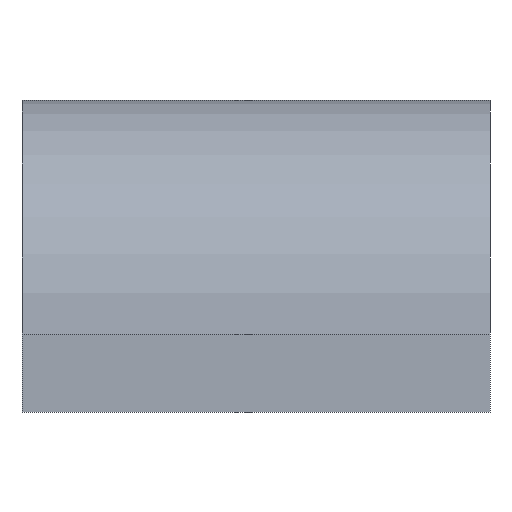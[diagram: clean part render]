
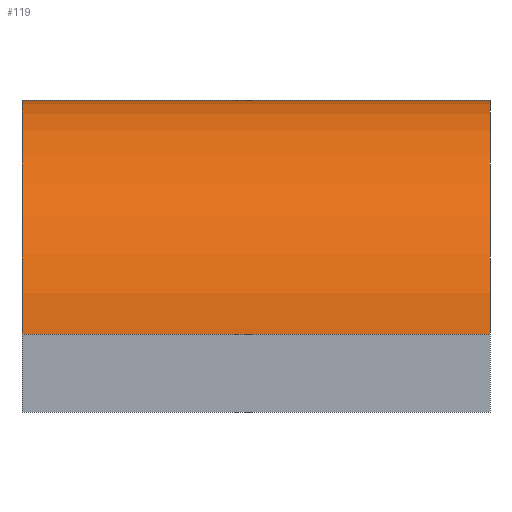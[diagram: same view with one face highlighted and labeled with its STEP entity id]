
A CAD part, front view. The second image highlights one B-rep face of the part: STEP entity #119.
In plain terms, the highlighted cylindrical face has radius 15 mm (diameter 30 mm), a partial arc.
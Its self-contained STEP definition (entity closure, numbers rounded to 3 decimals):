
#21=FACE_OUTER_BOUND('',#28,.T.);
#28=EDGE_LOOP('',(#88,#89,#90,#91));
#35=LINE('',#188,#48);
#36=LINE('',#191,#49);
#48=VECTOR('',#155,10.);
#49=VECTOR('',#158,10.);
#61=CIRCLE('',#141,15.);
#62=CIRCLE('',#142,15.);
#63=VERTEX_POINT('',#184);
#64=VERTEX_POINT('',#185);
#65=VERTEX_POINT('',#187);
#66=VERTEX_POINT('',#189);
#73=EDGE_CURVE('',#63,#64,#61,.T.);
#74=EDGE_CURVE('',#64,#65,#35,.T.);
#75=EDGE_CURVE('',#65,#66,#62,.T.);
#76=EDGE_CURVE('',#66,#63,#36,.T.);
#88=ORIENTED_EDGE('',*,*,#73,.T.);
#89=ORIENTED_EDGE('',*,*,#74,.T.);
#90=ORIENTED_EDGE('',*,*,#75,.T.);
#91=ORIENTED_EDGE('',*,*,#76,.T.);
#118=CYLINDRICAL_SURFACE('',#140,15.);
#119=ADVANCED_FACE('',(#21),#118,.T.);
#140=AXIS2_PLACEMENT_3D('',#183,#151,#152);
#141=AXIS2_PLACEMENT_3D('',#186,#153,#154);
#142=AXIS2_PLACEMENT_3D('',#190,#156,#157);
#151=DIRECTION('center_axis',(1.,0.,0.));
#152=DIRECTION('ref_axis',(0.,-0.707,0.707));
#153=DIRECTION('center_axis',(-1.,0.,0.));
#154=DIRECTION('ref_axis',(0.,-0.707,0.707));
#155=DIRECTION('',(-1.,0.,0.));
#156=DIRECTION('center_axis',(1.,0.,0.));
#157=DIRECTION('ref_axis',(0.,-0.707,0.707));
#158=DIRECTION('',(1.,0.,0.));
#183=CARTESIAN_POINT('Origin',(65.166,-15.,-77.999));
#184=CARTESIAN_POINT('',(87.666,-30.,-77.999));
#185=CARTESIAN_POINT('',(87.666,-15.,-62.999));
#186=CARTESIAN_POINT('Origin',(87.666,-15.,-77.999));
#187=CARTESIAN_POINT('',(57.666,-15.,-62.999));
#188=CARTESIAN_POINT('',(65.166,-15.,-62.999));
#189=CARTESIAN_POINT('',(57.666,-30.,-77.999));
#190=CARTESIAN_POINT('Origin',(57.666,-15.,-77.999));
#191=CARTESIAN_POINT('',(65.166,-30.,-77.999));
